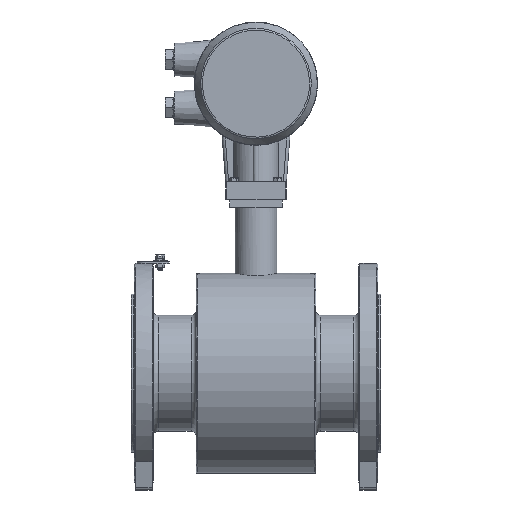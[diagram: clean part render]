
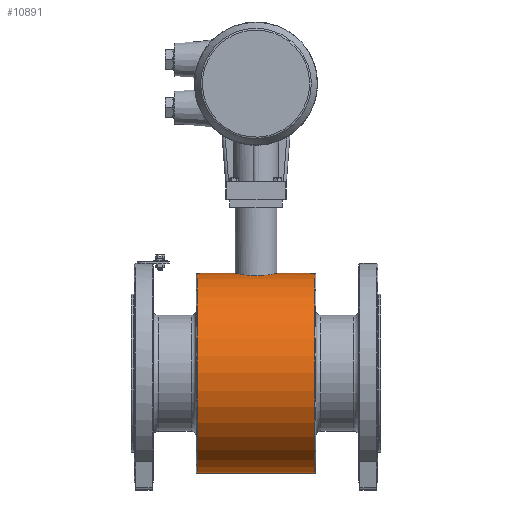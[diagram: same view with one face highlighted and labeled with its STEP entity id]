
A CAD part, left-side view. The second image highlights one B-rep face of the part: STEP entity #10891.
In plain terms, the highlighted cylindrical face has radius 100 mm (diameter 200 mm), a full revolution.
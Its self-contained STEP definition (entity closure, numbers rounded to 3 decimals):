
#413=FACE_BOUND('',#2094,.T.);
#1398=FACE_OUTER_BOUND('',#2093,.T.);
#2093=EDGE_LOOP('',(#8594,#8595,#8596,#8597));
#2094=EDGE_LOOP('',(#8598));
#2777=CIRCLE('',#11749,100.);
#2780=CIRCLE('',#11753,100.);
#3120=B_SPLINE_CURVE_WITH_KNOTS('',3,(#43864,#43865,#43866,#43867,#43868,
#43869,#43870,#43871,#43872,#43873,#43874,#43875,#43876,#43877,#43878,#43879,
#43880,#43881,#43882,#43883,#43884,#43885,#43886,#43887,#43888,#43889,#43890,
#43891,#43892,#43893,#43894,#43895,#43896,#43897,#43898,#43899,#43900,#43901,
#43902,#43903,#43904,#43905,#43906,#43907,#43908,#43909,#43910,#43911,#43912,
#43913,#43914,#43915,#43916,#43917,#43918,#43919,#43920,#43921,#43922,#43923,
#43924,#43925,#43926,#43927,#43928,#43929),.UNSPECIFIED.,.T.,.F.,(4,2,2,
2,2,2,2,2,2,2,2,2,2,2,2,2,2,2,2,2,2,2,2,2,2,2,2,2,2,2,2,2,4),(-12.697,
-12.301,-11.904,-11.507,-11.11,
-10.713,-10.317,-9.92,-9.523,
-9.126,-8.73,-8.333,-7.936,
-7.539,-7.142,-6.746,-6.349,
-5.952,-5.555,-5.158,-4.761,
-4.365,-3.968,-3.571,-3.174,
-2.778,-2.381,-1.984,-1.587,
-1.19,-0.794,-0.397,0.),
 .UNSPECIFIED.);
#3666=LINE('',#43862,#4276);
#4276=VECTOR('',#13342,100.);
#5107=VERTEX_POINT('',#43854);
#5109=VERTEX_POINT('',#43860);
#5110=VERTEX_POINT('',#43863);
#6382=EDGE_CURVE('',#5107,#5107,#2777,.T.);
#6385=EDGE_CURVE('',#5109,#5109,#2780,.T.);
#6386=EDGE_CURVE('',#5109,#5107,#3666,.T.);
#6387=EDGE_CURVE('',#5110,#5110,#3120,.T.);
#8594=ORIENTED_EDGE('',*,*,#6385,.F.);
#8595=ORIENTED_EDGE('',*,*,#6386,.T.);
#8596=ORIENTED_EDGE('',*,*,#6382,.F.);
#8597=ORIENTED_EDGE('',*,*,#6386,.F.);
#8598=ORIENTED_EDGE('',*,*,#6387,.T.);
#10598=CYLINDRICAL_SURFACE('',#11752,100.);
#10891=ADVANCED_FACE('',(#1398,#413),#10598,.T.);
#11749=AXIS2_PLACEMENT_3D('',#43855,#13332,#13333);
#11752=AXIS2_PLACEMENT_3D('',#43859,#13338,#13339);
#11753=AXIS2_PLACEMENT_3D('',#43861,#13340,#13341);
#13332=DIRECTION('center_axis',(0.,0.,
1.));
#13333=DIRECTION('ref_axis',(0.,1.,0.));
#13338=DIRECTION('center_axis',(0.,0.,
-1.));
#13339=DIRECTION('ref_axis',(0.,-1.,0.));
#13340=DIRECTION('center_axis',(0.,0.,
-1.));
#13341=DIRECTION('ref_axis',(0.,1.,0.));
#13342=DIRECTION('',(0.,0.,1.));
#43854=CARTESIAN_POINT('',(95.,390.25,59.));
#43855=CARTESIAN_POINT('Origin',(95.,290.25,59.));
#43859=CARTESIAN_POINT('Origin',(95.,290.25,0.));
#43860=CARTESIAN_POINT('',(95.,390.25,-59.));
#43861=CARTESIAN_POINT('Origin',(95.,290.25,-59.));
#43862=CARTESIAN_POINT('',(95.,390.25,0.));
#43863=CARTESIAN_POINT('',(95.,190.25,21.));
#43864=CARTESIAN_POINT('Ctrl Pts',(116.,192.48,0.));
#43865=CARTESIAN_POINT('Ctrl Pts',(116.,192.48,-1.323));
#43866=CARTESIAN_POINT('Ctrl Pts',(115.873,192.452,-2.689));
#43867=CARTESIAN_POINT('Ctrl Pts',(115.34,192.34,-5.405));
#43868=CARTESIAN_POINT('Ctrl Pts',(114.933,192.255,-6.754));
#43869=CARTESIAN_POINT('Ctrl Pts',(113.861,192.043,-9.34));
#43870=CARTESIAN_POINT('Ctrl Pts',(113.193,191.916,-10.579));
#43871=CARTESIAN_POINT('Ctrl Pts',(111.653,191.643,-12.868));
#43872=CARTESIAN_POINT('Ctrl Pts',(110.779,191.498,-13.919));
#43873=CARTESIAN_POINT('Ctrl Pts',(108.919,191.219,-15.779));
#43874=CARTESIAN_POINT('Ctrl Pts',(107.868,191.075,-16.653));
#43875=CARTESIAN_POINT('Ctrl Pts',(105.579,190.804,-18.193));
#43876=CARTESIAN_POINT('Ctrl Pts',(104.34,190.679,-18.861));
#43877=CARTESIAN_POINT('Ctrl Pts',(101.754,190.47,-19.933));
#43878=CARTESIAN_POINT('Ctrl Pts',(100.405,190.387,-20.34));
#43879=CARTESIAN_POINT('Ctrl Pts',(97.689,190.277,-20.873));
#43880=CARTESIAN_POINT('Ctrl Pts',(96.323,190.25,-21.));
#43881=CARTESIAN_POINT('Ctrl Pts',(93.677,190.25,-21.));
#43882=CARTESIAN_POINT('Ctrl Pts',(92.311,190.277,-20.873));
#43883=CARTESIAN_POINT('Ctrl Pts',(89.595,190.387,-20.34));
#43884=CARTESIAN_POINT('Ctrl Pts',(88.246,190.47,-19.933));
#43885=CARTESIAN_POINT('Ctrl Pts',(85.66,190.679,-18.861));
#43886=CARTESIAN_POINT('Ctrl Pts',(84.421,190.804,-18.193));
#43887=CARTESIAN_POINT('Ctrl Pts',(82.132,191.075,-16.653));
#43888=CARTESIAN_POINT('Ctrl Pts',(81.081,191.219,-15.779));
#43889=CARTESIAN_POINT('Ctrl Pts',(79.221,191.498,-13.919));
#43890=CARTESIAN_POINT('Ctrl Pts',(78.347,191.643,-12.868));
#43891=CARTESIAN_POINT('Ctrl Pts',(76.807,191.916,-10.579));
#43892=CARTESIAN_POINT('Ctrl Pts',(76.139,192.043,-9.34));
#43893=CARTESIAN_POINT('Ctrl Pts',(75.067,192.255,-6.754));
#43894=CARTESIAN_POINT('Ctrl Pts',(74.66,192.34,-5.405));
#43895=CARTESIAN_POINT('Ctrl Pts',(74.127,192.452,-2.689));
#43896=CARTESIAN_POINT('Ctrl Pts',(74.,192.48,-1.323));
#43897=CARTESIAN_POINT('Ctrl Pts',(74.,192.48,1.323));
#43898=CARTESIAN_POINT('Ctrl Pts',(74.127,192.452,2.689));
#43899=CARTESIAN_POINT('Ctrl Pts',(74.66,192.34,5.405));
#43900=CARTESIAN_POINT('Ctrl Pts',(75.067,192.255,6.754));
#43901=CARTESIAN_POINT('Ctrl Pts',(76.139,192.043,9.34));
#43902=CARTESIAN_POINT('Ctrl Pts',(76.807,191.916,10.579));
#43903=CARTESIAN_POINT('Ctrl Pts',(78.347,191.643,12.868));
#43904=CARTESIAN_POINT('Ctrl Pts',(79.221,191.498,13.919));
#43905=CARTESIAN_POINT('Ctrl Pts',(81.081,191.219,15.779));
#43906=CARTESIAN_POINT('Ctrl Pts',(82.132,191.075,16.653));
#43907=CARTESIAN_POINT('Ctrl Pts',(84.421,190.804,18.193));
#43908=CARTESIAN_POINT('Ctrl Pts',(85.66,190.679,18.861));
#43909=CARTESIAN_POINT('Ctrl Pts',(88.246,190.47,19.933));
#43910=CARTESIAN_POINT('Ctrl Pts',(89.595,190.387,20.34));
#43911=CARTESIAN_POINT('Ctrl Pts',(92.311,190.277,20.873));
#43912=CARTESIAN_POINT('Ctrl Pts',(93.677,190.25,21.));
#43913=CARTESIAN_POINT('Ctrl Pts',(96.323,190.25,21.));
#43914=CARTESIAN_POINT('Ctrl Pts',(97.689,190.277,20.873));
#43915=CARTESIAN_POINT('Ctrl Pts',(100.405,190.387,20.34));
#43916=CARTESIAN_POINT('Ctrl Pts',(101.754,190.47,19.933));
#43917=CARTESIAN_POINT('Ctrl Pts',(104.34,190.679,18.861));
#43918=CARTESIAN_POINT('Ctrl Pts',(105.579,190.804,18.193));
#43919=CARTESIAN_POINT('Ctrl Pts',(107.868,191.075,16.653));
#43920=CARTESIAN_POINT('Ctrl Pts',(108.919,191.219,15.779));
#43921=CARTESIAN_POINT('Ctrl Pts',(110.779,191.498,13.919));
#43922=CARTESIAN_POINT('Ctrl Pts',(111.653,191.643,12.868));
#43923=CARTESIAN_POINT('Ctrl Pts',(113.193,191.916,10.579));
#43924=CARTESIAN_POINT('Ctrl Pts',(113.861,192.043,9.34));
#43925=CARTESIAN_POINT('Ctrl Pts',(114.933,192.255,6.754));
#43926=CARTESIAN_POINT('Ctrl Pts',(115.34,192.34,5.405));
#43927=CARTESIAN_POINT('Ctrl Pts',(115.873,192.452,2.689));
#43928=CARTESIAN_POINT('Ctrl Pts',(116.,192.48,1.323));
#43929=CARTESIAN_POINT('Ctrl Pts',(116.,192.48,0.));
